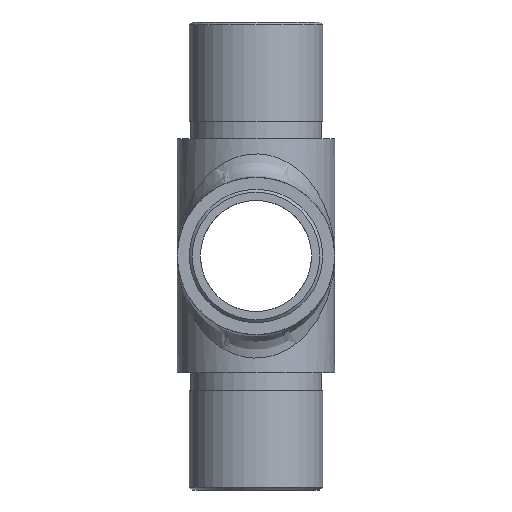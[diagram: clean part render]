
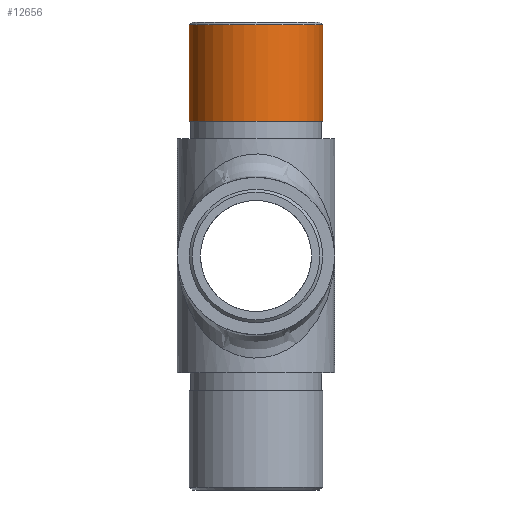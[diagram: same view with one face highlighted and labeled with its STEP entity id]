
A CAD part, front view. The second image highlights one B-rep face of the part: STEP entity #12656.
In plain terms, the highlighted cylindrical face has radius 11.4 mm (diameter 22.8 mm), a full revolution.
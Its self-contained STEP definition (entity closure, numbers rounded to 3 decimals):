
#1119 = AXIS2_PLACEMENT_3D ( 'NONE', #9598, #4625, #5863 ) ;
#1135 = FACE_OUTER_BOUND ( 'NONE', #10877, .T. ) ;
#1285 = VERTEX_POINT ( 'NONE', #4014 ) ;
#1447 = FACE_OUTER_BOUND ( 'NONE', #8446, .T. ) ;
#1854 = DIRECTION ( 'NONE',  ( 0., 0., 1. ) ) ;
#2840 = CIRCLE ( 'NONE', #1119, 11.4 ) ;
#4014 = CARTESIAN_POINT ( 'NONE',  ( 11.4, 0., 23. ) ) ;
#4395 = VERTEX_POINT ( 'NONE', #12901 ) ;
#4625 = DIRECTION ( 'NONE',  ( 0., 0., -1. ) ) ;
#4773 = AXIS2_PLACEMENT_3D ( 'NONE', #7796, #1854, #7873 ) ;
#4859 = AXIS2_PLACEMENT_3D ( 'NONE', #11062, #12040, #9940 ) ;
#5863 = DIRECTION ( 'NONE',  ( 1., 0., 0. ) ) ;
#7773 = ORIENTED_EDGE ( 'NONE', *, *, #12199, .T. ) ;
#7796 = CARTESIAN_POINT ( 'NONE',  ( 0., 0., 23. ) ) ;
#7873 = DIRECTION ( 'NONE',  ( 1., 0., 0. ) ) ;
#8446 = EDGE_LOOP ( 'NONE', ( #7773 ) ) ;
#8485 = ORIENTED_EDGE ( 'NONE', *, *, #9887, .T. ) ;
#9481 = CIRCLE ( 'NONE', #4773, 11.4 ) ;
#9598 = CARTESIAN_POINT ( 'NONE',  ( 0., 0., 39.5 ) ) ;
#9887 = EDGE_CURVE ( 'NONE', #1285, #1285, #9481, .T. ) ;
#9940 = DIRECTION ( 'NONE',  ( -1., 0., 0. ) ) ;
#10877 = EDGE_LOOP ( 'NONE', ( #8485 ) ) ;
#11062 = CARTESIAN_POINT ( 'NONE',  ( 0., 0., 40. ) ) ;
#12040 = DIRECTION ( 'NONE',  ( 0., 0., -1. ) ) ;
#12199 = EDGE_CURVE ( 'NONE', #4395, #4395, #2840, .T. ) ;
#12406 = CYLINDRICAL_SURFACE ( 'NONE', #4859, 11.4 ) ;
#12656 = ADVANCED_FACE ( 'NONE', ( #1447, #1135 ), #12406, .T. ) ;
#12901 = CARTESIAN_POINT ( 'NONE',  ( 11.4, 0., 39.5 ) ) ;
